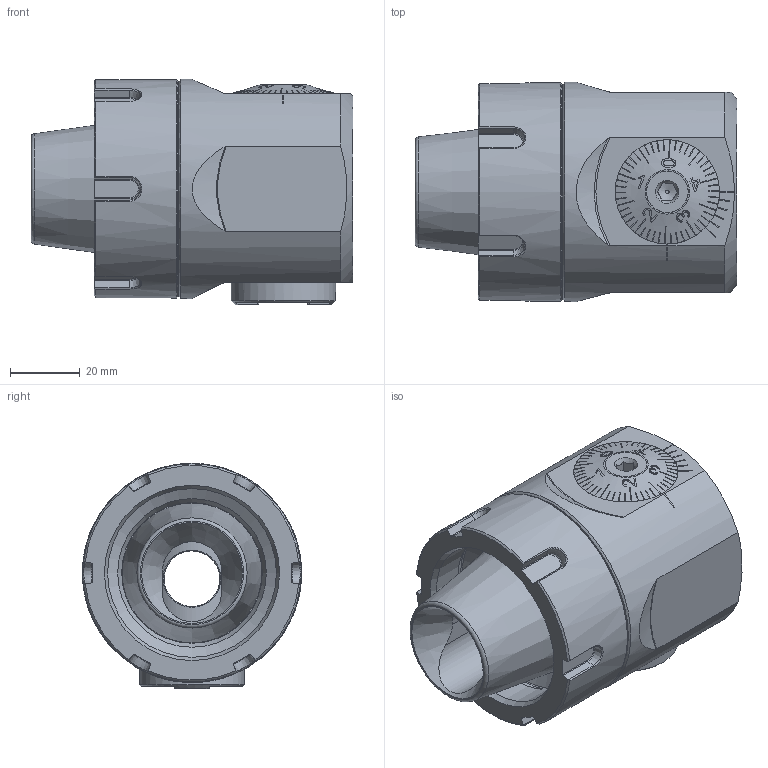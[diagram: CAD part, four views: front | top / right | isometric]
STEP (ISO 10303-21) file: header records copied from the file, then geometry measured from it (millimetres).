
FILE_DESCRIPTION (( 'STEP AP214' ), '1' );
FILE_NAME ('E40.AV6.AA4.062.STEP', '2021-12-21T08:20:09', ( '' ), ( '' ), 'SwSTEP 2.0', 'SolidWorks 2017', '' );
FILE_SCHEMA (( 'AUTOMOTIVE_DESIGN' ));
Length unit declared in the file: millimetre
Products named in the file (18): A55-BG3.011.033_A_gek〉zt; AV6-BG1.DA3.052_A; MSX-ER1.XXX.XXX_A_Mutter Spannzangenkegel E40; AV6-BG1.AA4.052; ISO 4026 - M5 x 16; A55-BG2.012.006_B; DIN 3771 - 25x1.5; ISO 4026 - M10 x 10_PreviewCfg; Klebstoff D10; ISO 4026 - M10 x 18; E40-AV6.AA3.062_B; A55-BG2.011.016_F; AV6-BG2.014.011_B_Abgedreht; AV6-BG3.003.014_A_mit Gewinde; DIN 7984 - M3 x 8_DIN 7984 - M3 x 5; E40.AV6.AA4.062; A55-BG2.013.005_C; Sprengring_15.07.2011_003_Sprengring ›40
Assembly tree (17 placements, depth 3):
  E40.AV6.AA4.062
    E40-AV6.AA3.062_B
    AV6-BG1.AA4.052
      AV6-BG1.DA3.052_A
      AV6-BG3.003.014_A_mit Gewinde
      A55-BG2.011.016_F
      AV6-BG2.014.011_B_Abgedreht
      A55-BG2.013.005_C
      DIN 3771 - 25x1.5
      A55-BG2.012.006_B
      ISO 4026 - M5 x 16
      ISO 4026 - M10 x 18
    A55-BG3.011.033_A_gek〉zt
    Klebstoff D10
    ISO 4026 - M10 x 10_PreviewCfg
    DIN 7984 - M3 x 8_DIN 7984 - M3 x 5
    MSX-ER1.XXX.XXX_A_Mutter Spannzangenkegel E40
    Sprengring_15.07.2011_003_Sprengring ›40
Bounding box: 92.5 x 62.99 x 64.76 mm (x, y, z)
Volume: 191350.3 mm3; surface area: 59918.7 mm2
Topology: 16 solids, 16 shells, 676 faces, 1754 edges, 1131 vertices
Faces by surface type: plane 374, cone 127, cylinder 92, bspline 47, torus 36
Full cylindrical faces by diameter (mm): 1 x1, 2.5 x1, 3 x1, 3.3 x2, 4.2 x1, 5 x1, 5.5 x1, 6 x2, 8 x2, 8.5 x2, 9.95 x1, 10 x4, 11.5 x1, 11.6 x1, 11.75 x1, 11.95 x1, 12 x4, 12.4 x1, 14 x2, 14.2 x1, 16 x1, 18 x1, 20 x1, 22 x1, 25 x3, 29.9 x1, 29.98 x1, 30 x3, 37.5 x1, 40 x2
Entity records: 29225 total; most frequent: CARTESIAN_POINT 10540, ORIENTED_EDGE 3180, DIRECTION 2711, EDGE_CURVE 1590, VERTEX_POINT 1101, AXIS2_PLACEMENT_3D 1038, EDGE_LOOP 861, FACE_OUTER_BOUND 754
